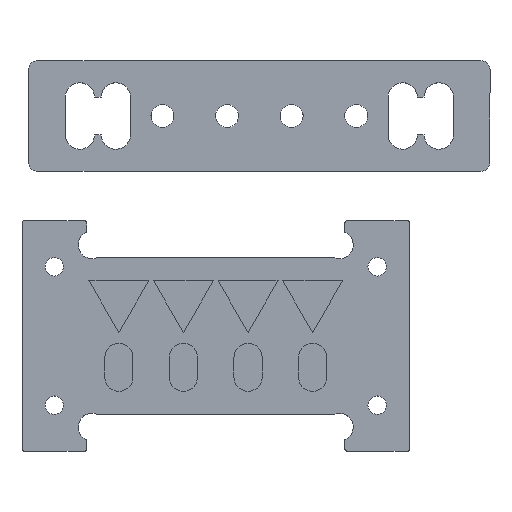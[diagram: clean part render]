
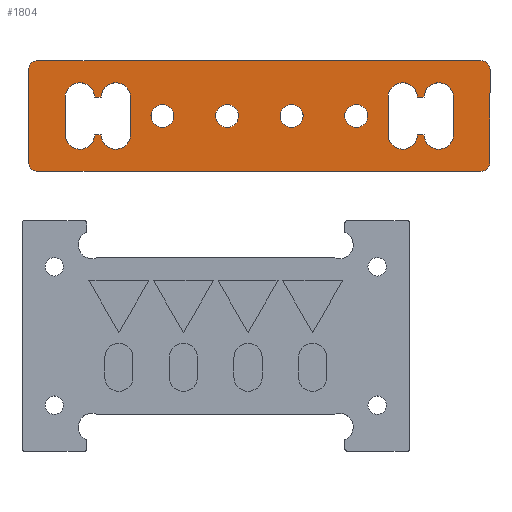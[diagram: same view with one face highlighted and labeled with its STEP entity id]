
A CAD part, top view. The second image highlights one B-rep face of the part: STEP entity #1804.
In plain terms, the highlighted face is planar.
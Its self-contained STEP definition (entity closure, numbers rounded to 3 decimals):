
#47=FACE_BOUND('',#309,.T.);
#48=FACE_BOUND('',#310,.T.);
#49=FACE_BOUND('',#311,.T.);
#50=FACE_BOUND('',#312,.T.);
#51=FACE_BOUND('',#313,.T.);
#52=FACE_BOUND('',#314,.T.);
#107=PLANE('',#1995);
#196=FACE_OUTER_BOUND('',#308,.T.);
#308=EDGE_LOOP('',(#1575,#1576,#1577,#1578,#1579,#1580,#1581,#1582));
#309=EDGE_LOOP('',(#1583));
#310=EDGE_LOOP('',(#1584,#1585,#1586,#1587,#1588,#1589,#1590,#1591));
#311=EDGE_LOOP('',(#1592));
#312=EDGE_LOOP('',(#1593));
#313=EDGE_LOOP('',(#1594,#1595,#1596,#1597,#1598,#1599,#1600,#1601));
#314=EDGE_LOOP('',(#1602));
#462=LINE('',#2946,#634);
#467=LINE('',#2959,#639);
#471=LINE('',#2971,#643);
#475=LINE('',#2983,#647);
#477=LINE('',#2994,#649);
#481=LINE('',#3006,#653);
#483=LINE('',#3010,#655);
#484=LINE('',#3013,#656);
#485=LINE('',#3020,#657);
#486=LINE('',#3024,#658);
#487=LINE('',#3028,#659);
#488=LINE('',#3031,#660);
#634=VECTOR('',#2410,10.);
#639=VECTOR('',#2423,10.);
#643=VECTOR('',#2435,10.);
#647=VECTOR('',#2447,10.);
#649=VECTOR('',#2463,10.);
#653=VECTOR('',#2475,10.);
#655=VECTOR('',#2479,10.);
#656=VECTOR('',#2482,10.);
#657=VECTOR('',#2487,10.);
#658=VECTOR('',#2490,10.);
#659=VECTOR('',#2493,10.);
#660=VECTOR('',#2496,10.);
#727=CIRCLE('',#1963,2.);
#729=CIRCLE('',#1966,2.);
#731=CIRCLE('',#1969,2.5);
#734=CIRCLE('',#1974,3.2);
#736=CIRCLE('',#1978,3.2);
#738=CIRCLE('',#1982,3.2);
#740=CIRCLE('',#1986,3.2);
#741=CIRCLE('',#1988,2.5);
#743=CIRCLE('',#1992,2.);
#745=CIRCLE('',#1996,2.);
#746=CIRCLE('',#1997,2.5);
#747=CIRCLE('',#1998,3.2);
#748=CIRCLE('',#1999,3.2);
#749=CIRCLE('',#2000,3.2);
#750=CIRCLE('',#2001,3.2);
#751=CIRCLE('',#2002,2.5);
#871=VERTEX_POINT('',#2916);
#872=VERTEX_POINT('',#2917);
#875=VERTEX_POINT('',#2925);
#876=VERTEX_POINT('',#2926);
#879=VERTEX_POINT('',#2934);
#883=VERTEX_POINT('',#2943);
#884=VERTEX_POINT('',#2945);
#886=VERTEX_POINT('',#2951);
#888=VERTEX_POINT('',#2957);
#890=VERTEX_POINT('',#2963);
#892=VERTEX_POINT('',#2969);
#894=VERTEX_POINT('',#2975);
#896=VERTEX_POINT('',#2981);
#897=VERTEX_POINT('',#2988);
#899=VERTEX_POINT('',#2997);
#900=VERTEX_POINT('',#2998);
#903=VERTEX_POINT('',#3009);
#904=VERTEX_POINT('',#3011);
#905=VERTEX_POINT('',#3014);
#906=VERTEX_POINT('',#3016);
#907=VERTEX_POINT('',#3017);
#908=VERTEX_POINT('',#3019);
#909=VERTEX_POINT('',#3021);
#910=VERTEX_POINT('',#3023);
#911=VERTEX_POINT('',#3025);
#912=VERTEX_POINT('',#3027);
#913=VERTEX_POINT('',#3029);
#914=VERTEX_POINT('',#3032);
#1095=EDGE_CURVE('',#871,#872,#727,.T.);
#1099=EDGE_CURVE('',#875,#876,#729,.T.);
#1103=EDGE_CURVE('',#879,#879,#731,.T.);
#1108=EDGE_CURVE('',#883,#884,#462,.F.);
#1112=EDGE_CURVE('',#886,#883,#734,.F.);
#1115=EDGE_CURVE('',#888,#886,#467,.F.);
#1118=EDGE_CURVE('',#890,#888,#736,.F.);
#1121=EDGE_CURVE('',#892,#890,#471,.F.);
#1124=EDGE_CURVE('',#894,#892,#738,.F.);
#1127=EDGE_CURVE('',#896,#894,#475,.F.);
#1129=EDGE_CURVE('',#884,#896,#740,.F.);
#1130=EDGE_CURVE('',#897,#897,#741,.T.);
#1133=EDGE_CURVE('',#871,#876,#477,.T.);
#1135=EDGE_CURVE('',#899,#900,#743,.T.);
#1139=EDGE_CURVE('',#900,#872,#481,.T.);
#1141=EDGE_CURVE('',#899,#903,#483,.T.);
#1142=EDGE_CURVE('',#904,#903,#745,.T.);
#1143=EDGE_CURVE('',#904,#875,#484,.T.);
#1144=EDGE_CURVE('',#905,#905,#746,.T.);
#1145=EDGE_CURVE('',#906,#907,#747,.F.);
#1146=EDGE_CURVE('',#907,#908,#485,.F.);
#1147=EDGE_CURVE('',#908,#909,#748,.F.);
#1148=EDGE_CURVE('',#909,#910,#486,.F.);
#1149=EDGE_CURVE('',#910,#911,#749,.F.);
#1150=EDGE_CURVE('',#911,#912,#487,.F.);
#1151=EDGE_CURVE('',#912,#913,#750,.F.);
#1152=EDGE_CURVE('',#913,#906,#488,.F.);
#1153=EDGE_CURVE('',#914,#914,#751,.T.);
#1575=ORIENTED_EDGE('',*,*,#1135,.F.);
#1576=ORIENTED_EDGE('',*,*,#1141,.T.);
#1577=ORIENTED_EDGE('',*,*,#1142,.F.);
#1578=ORIENTED_EDGE('',*,*,#1143,.T.);
#1579=ORIENTED_EDGE('',*,*,#1099,.T.);
#1580=ORIENTED_EDGE('',*,*,#1133,.F.);
#1581=ORIENTED_EDGE('',*,*,#1095,.T.);
#1582=ORIENTED_EDGE('',*,*,#1139,.F.);
#1583=ORIENTED_EDGE('',*,*,#1103,.F.);
#1584=ORIENTED_EDGE('',*,*,#1129,.F.);
#1585=ORIENTED_EDGE('',*,*,#1108,.F.);
#1586=ORIENTED_EDGE('',*,*,#1112,.F.);
#1587=ORIENTED_EDGE('',*,*,#1115,.F.);
#1588=ORIENTED_EDGE('',*,*,#1118,.F.);
#1589=ORIENTED_EDGE('',*,*,#1121,.F.);
#1590=ORIENTED_EDGE('',*,*,#1124,.F.);
#1591=ORIENTED_EDGE('',*,*,#1127,.F.);
#1592=ORIENTED_EDGE('',*,*,#1130,.F.);
#1593=ORIENTED_EDGE('',*,*,#1144,.T.);
#1594=ORIENTED_EDGE('',*,*,#1145,.T.);
#1595=ORIENTED_EDGE('',*,*,#1146,.T.);
#1596=ORIENTED_EDGE('',*,*,#1147,.T.);
#1597=ORIENTED_EDGE('',*,*,#1148,.T.);
#1598=ORIENTED_EDGE('',*,*,#1149,.T.);
#1599=ORIENTED_EDGE('',*,*,#1150,.T.);
#1600=ORIENTED_EDGE('',*,*,#1151,.T.);
#1601=ORIENTED_EDGE('',*,*,#1152,.T.);
#1602=ORIENTED_EDGE('',*,*,#1153,.T.);
#1804=ADVANCED_FACE('',(#196,#47,#48,#49,#50,#51,#52),#107,.T.);
#1963=AXIS2_PLACEMENT_3D('',#2918,#2385,#2386);
#1966=AXIS2_PLACEMENT_3D('',#2927,#2393,#2394);
#1969=AXIS2_PLACEMENT_3D('',#2935,#2401,#2402);
#1974=AXIS2_PLACEMENT_3D('',#2953,#2417,#2418);
#1978=AXIS2_PLACEMENT_3D('',#2965,#2429,#2430);
#1982=AXIS2_PLACEMENT_3D('',#2977,#2441,#2442);
#1986=AXIS2_PLACEMENT_3D('',#2986,#2452,#2453);
#1988=AXIS2_PLACEMENT_3D('',#2989,#2456,#2457);
#1992=AXIS2_PLACEMENT_3D('',#2999,#2467,#2468);
#1995=AXIS2_PLACEMENT_3D('',#3008,#2477,#2478);
#1996=AXIS2_PLACEMENT_3D('',#3012,#2480,#2481);
#1997=AXIS2_PLACEMENT_3D('',#3015,#2483,#2484);
#1998=AXIS2_PLACEMENT_3D('',#3018,#2485,#2486);
#1999=AXIS2_PLACEMENT_3D('',#3022,#2488,#2489);
#2000=AXIS2_PLACEMENT_3D('',#3026,#2491,#2492);
#2001=AXIS2_PLACEMENT_3D('',#3030,#2494,#2495);
#2002=AXIS2_PLACEMENT_3D('',#3033,#2497,#2498);
#2385=DIRECTION('center_axis',(0.,-1.,0.));
#2386=DIRECTION('ref_axis',(0.707,0.,0.707));
#2393=DIRECTION('center_axis',(0.,-1.,0.));
#2394=DIRECTION('ref_axis',(0.707,0.,-0.707));
#2401=DIRECTION('center_axis',(0.,-1.,0.));
#2402=DIRECTION('ref_axis',(-1.,0.,0.));
#2410=DIRECTION('',(0.,0.,-1.));
#2417=DIRECTION('center_axis',(0.,1.,0.));
#2418=DIRECTION('ref_axis',(-1.,0.,0.));
#2423=DIRECTION('',(-1.,0.,0.));
#2429=DIRECTION('center_axis',(0.,1.,0.));
#2430=DIRECTION('ref_axis',(-1.,0.,0.));
#2435=DIRECTION('',(0.,0.,1.));
#2441=DIRECTION('center_axis',(0.,1.,0.));
#2442=DIRECTION('ref_axis',(-1.,0.,0.));
#2447=DIRECTION('',(1.,0.,0.));
#2452=DIRECTION('center_axis',(0.,1.,0.));
#2453=DIRECTION('ref_axis',(-1.,0.,0.));
#2456=DIRECTION('center_axis',(0.,-1.,0.));
#2457=DIRECTION('ref_axis',(-1.,0.,0.));
#2463=DIRECTION('',(0.,0.,-1.));
#2467=DIRECTION('center_axis',(0.,1.,0.));
#2468=DIRECTION('ref_axis',(-0.707,0.,0.707));
#2475=DIRECTION('',(1.,0.,0.));
#2477=DIRECTION('center_axis',(0.,-1.,0.));
#2478=DIRECTION('ref_axis',(1.,0.,0.));
#2479=DIRECTION('',(0.,0.,-1.));
#2480=DIRECTION('center_axis',(0.,1.,0.));
#2481=DIRECTION('ref_axis',(-0.707,0.,-0.707));
#2482=DIRECTION('',(1.,0.,0.));
#2483=DIRECTION('center_axis',(0.,1.,0.));
#2484=DIRECTION('ref_axis',(1.,0.,0.));
#2485=DIRECTION('center_axis',(0.,-1.,0.));
#2486=DIRECTION('ref_axis',(1.,0.,0.));
#2487=DIRECTION('',(-1.,0.,0.));
#2488=DIRECTION('center_axis',(0.,-1.,0.));
#2489=DIRECTION('ref_axis',(1.,0.,0.));
#2490=DIRECTION('',(0.,0.,1.));
#2491=DIRECTION('center_axis',(0.,-1.,0.));
#2492=DIRECTION('ref_axis',(1.,0.,0.));
#2493=DIRECTION('',(1.,0.,0.));
#2494=DIRECTION('center_axis',(0.,-1.,0.));
#2495=DIRECTION('ref_axis',(1.,0.,0.));
#2496=DIRECTION('',(0.,0.,-1.));
#2497=DIRECTION('center_axis',(0.,1.,0.));
#2498=DIRECTION('ref_axis',(1.,0.,0.));
#2916=CARTESIAN_POINT('',(50.,-25.,14.));
#2917=CARTESIAN_POINT('',(48.,-25.,16.));
#2918=CARTESIAN_POINT('Origin',(48.,-25.,14.));
#2925=CARTESIAN_POINT('',(48.,-25.,-8.));
#2926=CARTESIAN_POINT('',(50.,-25.,-6.));
#2927=CARTESIAN_POINT('Origin',(48.,-25.,-6.));
#2934=CARTESIAN_POINT('',(9.5,-25.,4.));
#2935=CARTESIAN_POINT('Origin',(7.,-25.,4.));
#2943=CARTESIAN_POINT('',(42.1,-25.,0.));
#2945=CARTESIAN_POINT('',(42.1,-25.,8.));
#2946=CARTESIAN_POINT('',(42.1,-25.,2.));
#2951=CARTESIAN_POINT('',(35.702,-25.,-0.1));
#2953=CARTESIAN_POINT('Origin',(38.9,-25.,0.));
#2957=CARTESIAN_POINT('',(34.298,-25.,-0.1));
#2959=CARTESIAN_POINT('',(29.6,-25.,-0.1));
#2963=CARTESIAN_POINT('',(27.9,-25.,0.));
#2965=CARTESIAN_POINT('Origin',(31.1,-25.,0.));
#2969=CARTESIAN_POINT('',(27.9,-25.,8.));
#2971=CARTESIAN_POINT('',(27.9,-25.,6.));
#2975=CARTESIAN_POINT('',(34.298,-25.,8.1));
#2977=CARTESIAN_POINT('Origin',(31.1,-25.,8.));
#2981=CARTESIAN_POINT('',(35.702,-25.,8.1));
#2983=CARTESIAN_POINT('',(30.4,-25.,8.1));
#2986=CARTESIAN_POINT('Origin',(38.9,-25.,8.));
#2988=CARTESIAN_POINT('',(23.5,-25.,4.));
#2989=CARTESIAN_POINT('Origin',(21.,-25.,4.));
#2994=CARTESIAN_POINT('',(50.,-25.,-8.));
#2997=CARTESIAN_POINT('',(-50.,-25.,14.));
#2998=CARTESIAN_POINT('',(-48.,-25.,16.));
#2999=CARTESIAN_POINT('Origin',(-48.,-25.,14.));
#3006=CARTESIAN_POINT('',(50.,-25.,16.));
#3008=CARTESIAN_POINT('Origin',(-25.,-25.,4.));
#3009=CARTESIAN_POINT('',(-50.,-25.,-6.));
#3010=CARTESIAN_POINT('',(-50.,-25.,-8.));
#3011=CARTESIAN_POINT('',(-48.,-25.,-8.));
#3012=CARTESIAN_POINT('Origin',(-48.,-25.,-6.));
#3013=CARTESIAN_POINT('',(50.,-25.,-8.));
#3014=CARTESIAN_POINT('',(-23.5,-25.,4.));
#3015=CARTESIAN_POINT('Origin',(-21.,-25.,4.));
#3016=CARTESIAN_POINT('',(-42.1,-25.,8.));
#3017=CARTESIAN_POINT('',(-35.702,-25.,8.1));
#3018=CARTESIAN_POINT('Origin',(-38.9,-25.,8.));
#3019=CARTESIAN_POINT('',(-34.298,-25.,8.1));
#3020=CARTESIAN_POINT('',(-30.4,-25.,8.1));
#3021=CARTESIAN_POINT('',(-27.9,-25.,8.));
#3022=CARTESIAN_POINT('Origin',(-31.1,-25.,8.));
#3023=CARTESIAN_POINT('',(-27.9,-25.,0.));
#3024=CARTESIAN_POINT('',(-27.9,-25.,6.));
#3025=CARTESIAN_POINT('',(-34.298,-25.,-0.1));
#3026=CARTESIAN_POINT('Origin',(-31.1,-25.,0.));
#3027=CARTESIAN_POINT('',(-35.702,-25.,-0.1));
#3028=CARTESIAN_POINT('',(-29.6,-25.,-0.1));
#3029=CARTESIAN_POINT('',(-42.1,-25.,0.));
#3030=CARTESIAN_POINT('Origin',(-38.9,-25.,0.));
#3031=CARTESIAN_POINT('',(-42.1,-25.,2.));
#3032=CARTESIAN_POINT('',(-9.5,-25.,4.));
#3033=CARTESIAN_POINT('Origin',(-7.,-25.,4.));
